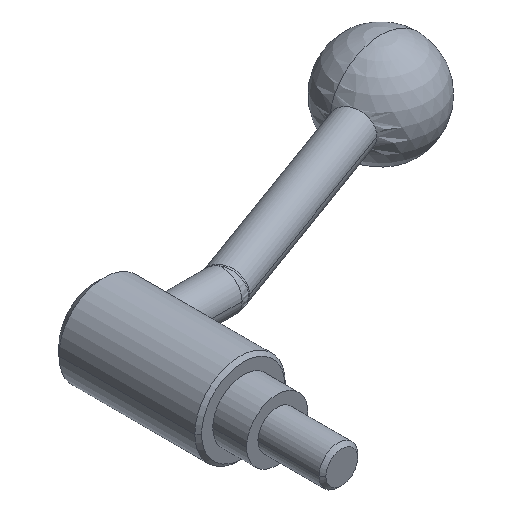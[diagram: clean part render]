
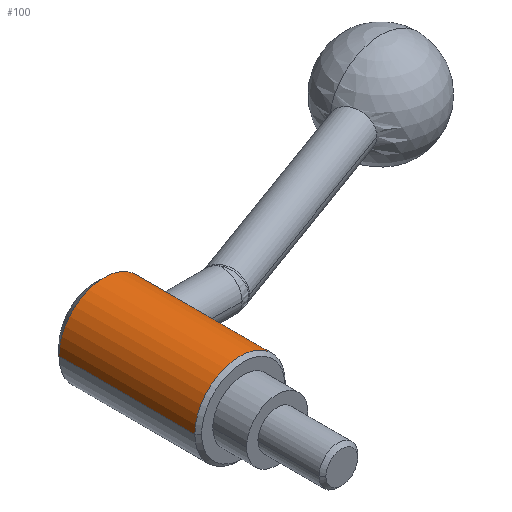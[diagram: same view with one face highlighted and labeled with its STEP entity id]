
A CAD part, isometric view. The second image highlights one B-rep face of the part: STEP entity #100.
In plain terms, the highlighted cylindrical face has radius 14 mm (diameter 28 mm), a partial arc.
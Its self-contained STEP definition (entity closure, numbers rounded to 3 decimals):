
#100 = ADVANCED_FACE( '', ( #156 ), #157, .T. );
#156 = FACE_OUTER_BOUND( '', #214, .T. );
#157 = CYLINDRICAL_SURFACE( '', #215, 14. );
#214 = EDGE_LOOP( '', ( #410, #411, #412, #413, #414, #415, #416 ) );
#215 = AXIS2_PLACEMENT_3D( '', #417, #418, #419 );
#410 = ORIENTED_EDGE( '', *, *, #436, .T. );
#411 = ORIENTED_EDGE( '', *, *, #486, .T. );
#412 = ORIENTED_EDGE( '', *, *, #485, .T. );
#413 = ORIENTED_EDGE( '', *, *, #439, .T. );
#414 = ORIENTED_EDGE( '', *, *, #494, .F. );
#415 = ORIENTED_EDGE( '', *, *, #438, .T. );
#416 = ORIENTED_EDGE( '', *, *, #493, .T. );
#417 = CARTESIAN_POINT( '', ( 0., 32.613, 0. ) );
#418 = DIRECTION( '', ( 0., -1., 0. ) );
#419 = DIRECTION( '', ( 1., 0., 0. ) );
#436 = EDGE_CURVE( '', #504, #505, #506, .T. );
#438 = EDGE_CURVE( '', #499, #507, #509, .T. );
#439 = EDGE_CURVE( '', #510, #496, #511, .T. );
#485 = EDGE_CURVE( '', #588, #510, #589, .T. );
#486 = EDGE_CURVE( '', #505, #588, #590, .T. );
#493 = EDGE_CURVE( '', #507, #504, #597, .T. );
#494 = EDGE_CURVE( '', #499, #496, #598, .T. );
#496 = VERTEX_POINT( '', #600 );
#499 = VERTEX_POINT( '', #604 );
#504 = VERTEX_POINT( '', #610 );
#505 = VERTEX_POINT( '', #611 );
#506 = LINE( '', #612, #613 );
#507 = VERTEX_POINT( '', #614 );
#509 = LINE( '', #616, #617 );
#510 = VERTEX_POINT( '', #618 );
#511 = LINE( '', #619, #620 );
#588 = VERTEX_POINT( '', #780 );
#589 = B_SPLINE_CURVE_WITH_KNOTS( '', 3, ( #781, #782, #783, #784, #785, #786, #787, #788, #789, #790, #791, #792, #793, #794, #795, #796, #797, #798 ), .UNSPECIFIED., .F., .F., ( 4, 2, 2, 2, 2, 2, 2, 2, 4 ), ( 0., 1.147, 2.294, 3.442, 4.589, 5.734, 6.88, 8.025, 9.171 ), .UNSPECIFIED. );
#590 = B_SPLINE_CURVE_WITH_KNOTS( '', 3, ( #799, #800, #801, #802, #803, #804, #805, #806, #807, #808, #809, #810, #811, #812, #813, #814, #815, #816 ), .UNSPECIFIED., .F., .F., ( 4, 2, 2, 2, 2, 2, 2, 2, 4 ), ( 27.513, 28.659, 29.804, 30.95, 32.096, 33.243, 34.39, 35.537, 36.684 ), .UNSPECIFIED. );
#597 = CIRCLE( '', #823, 14. );
#598 = CIRCLE( '', #824, 14. );
#600 = CARTESIAN_POINT( '', ( 14., 53.675, 0. ) );
#604 = CARTESIAN_POINT( '', ( -14., 53.675, 0. ) );
#610 = CARTESIAN_POINT( '', ( 14., 11.55, 0. ) );
#611 = CARTESIAN_POINT( '', ( 14., 39.9, 0. ) );
#612 = CARTESIAN_POINT( '', ( 14., 32.613, 0. ) );
#613 = VECTOR( '', #834, 1. );
#614 = CARTESIAN_POINT( '', ( -14., 11.55, 0. ) );
#616 = CARTESIAN_POINT( '', ( -14., 32.613, 0. ) );
#617 = VECTOR( '', #838, 1. );
#618 = CARTESIAN_POINT( '', ( 14., 51.9, 0. ) );
#619 = CARTESIAN_POINT( '', ( 14., 32.613, 0. ) );
#620 = VECTOR( '', #839, 1. );
#780 = CARTESIAN_POINT( '', ( 12.649, 45.9, 6. ) );
#781 = CARTESIAN_POINT( '', ( 12.649, 45.9, 6. ) );
#782 = CARTESIAN_POINT( '', ( 12.649, 46.282, 6. ) );
#783 = CARTESIAN_POINT( '', ( 12.667, 46.676, 5.963 ) );
#784 = CARTESIAN_POINT( '', ( 12.738, 47.455, 5.809 ) );
#785 = CARTESIAN_POINT( '', ( 12.792, 47.841, 5.691 ) );
#786 = CARTESIAN_POINT( '', ( 12.924, 48.578, 5.384 ) );
#787 = CARTESIAN_POINT( '', ( 13.003, 48.931, 5.193 ) );
#788 = CARTESIAN_POINT( '', ( 13.17, 49.581, 4.755 ) );
#789 = CARTESIAN_POINT( '', ( 13.258, 49.879, 4.506 ) );
#790 = CARTESIAN_POINT( '', ( 13.425, 50.406, 3.979 ) );
#791 = CARTESIAN_POINT( '', ( 13.511, 50.654, 3.681 ) );
#792 = CARTESIAN_POINT( '', ( 13.672, 51.093, 3.031 ) );
#793 = CARTESIAN_POINT( '', ( 13.746, 51.284, 2.679 ) );
#794 = CARTESIAN_POINT( '', ( 13.87, 51.591, 1.941 ) );
#795 = CARTESIAN_POINT( '', ( 13.919, 51.709, 1.555 ) );
#796 = CARTESIAN_POINT( '', ( 13.984, 51.863, 0.775 ) );
#797 = CARTESIAN_POINT( '', ( 14., 51.9, 0.382 ) );
#798 = CARTESIAN_POINT( '', ( 14., 51.9, 0. ) );
#799 = CARTESIAN_POINT( '', ( 14., 39.9, 0. ) );
#800 = CARTESIAN_POINT( '', ( 14., 39.9, 0.382 ) );
#801 = CARTESIAN_POINT( '', ( 13.984, 39.937, 0.775 ) );
#802 = CARTESIAN_POINT( '', ( 13.919, 40.091, 1.555 ) );
#803 = CARTESIAN_POINT( '', ( 13.87, 40.209, 1.941 ) );
#804 = CARTESIAN_POINT( '', ( 13.746, 40.516, 2.679 ) );
#805 = CARTESIAN_POINT( '', ( 13.672, 40.707, 3.031 ) );
#806 = CARTESIAN_POINT( '', ( 13.511, 41.146, 3.681 ) );
#807 = CARTESIAN_POINT( '', ( 13.425, 41.394, 3.979 ) );
#808 = CARTESIAN_POINT( '', ( 13.258, 41.921, 4.506 ) );
#809 = CARTESIAN_POINT( '', ( 13.17, 42.219, 4.755 ) );
#810 = CARTESIAN_POINT( '', ( 13.003, 42.869, 5.193 ) );
#811 = CARTESIAN_POINT( '', ( 12.924, 43.222, 5.384 ) );
#812 = CARTESIAN_POINT( '', ( 12.792, 43.959, 5.691 ) );
#813 = CARTESIAN_POINT( '', ( 12.738, 44.345, 5.809 ) );
#814 = CARTESIAN_POINT( '', ( 12.667, 45.124, 5.963 ) );
#815 = CARTESIAN_POINT( '', ( 12.649, 45.518, 6. ) );
#816 = CARTESIAN_POINT( '', ( 12.649, 45.9, 6. ) );
#823 = AXIS2_PLACEMENT_3D( '', #960, #961, #962 );
#824 = AXIS2_PLACEMENT_3D( '', #963, #964, #965 );
#834 = DIRECTION( '', ( 0., 1., 0. ) );
#838 = DIRECTION( '', ( 0., -1., 0. ) );
#839 = DIRECTION( '', ( 0., 1., 0. ) );
#960 = CARTESIAN_POINT( '', ( 0., 11.55, 0. ) );
#961 = DIRECTION( '', ( 0., 1., 0. ) );
#962 = DIRECTION( '', ( 1., 0., 0. ) );
#963 = CARTESIAN_POINT( '', ( 0., 53.675, 0. ) );
#964 = DIRECTION( '', ( 0., 1., 0. ) );
#965 = DIRECTION( '', ( 1., 0., 0. ) );
